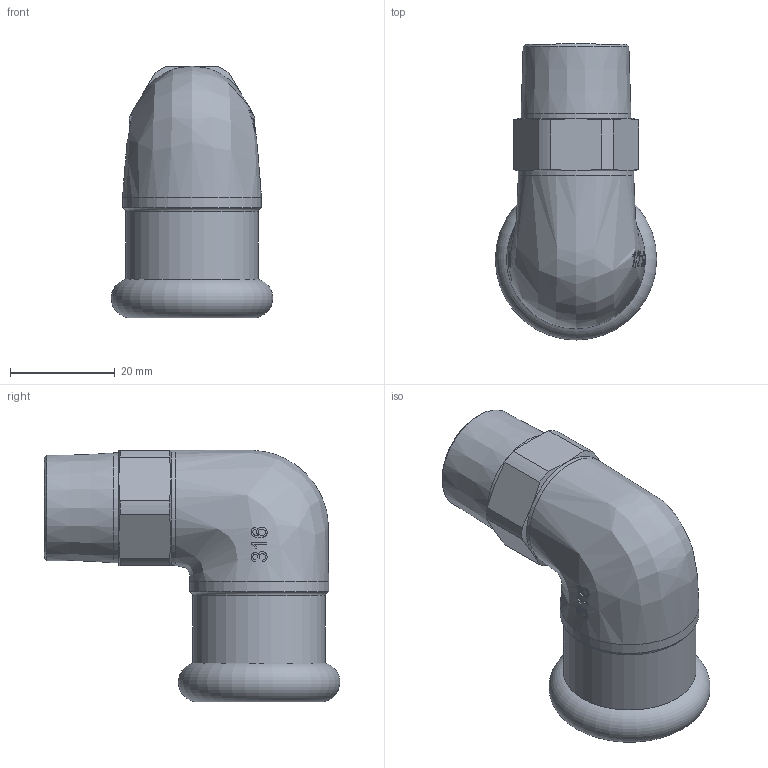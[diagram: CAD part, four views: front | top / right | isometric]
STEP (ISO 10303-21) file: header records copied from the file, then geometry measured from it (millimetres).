
FILE_DESCRIPTION(/* description */ ('Gomito 90° filettato maschio 1/2"x22 (Microfuso) / Elbow adapter 90° with male thread 1/2"x22 (casting)'),/* implementation_level */ '2;1');
FILE_NAME(/* name */ '197102022_Inoxpres.stp',/* time_stamp */ '2022-10-12T16:35:36+02:00',/* author */ ('Vault'),/* organization */ ('Raccorderie metalliche s.p.a. '),/* preprocessor_version */ 'ST-DEVELOPER v18.1',/* originating_system */ 'Autodesk Inventor 2020',/* authorisation */ 'Raccorderie metalliche s.p.a. ');
FILE_SCHEMA (('AUTOMOTIVE_DESIGN { 1 0 10303 214 3 1 1 }'));
Length unit declared in the file: millimetre
Products named in the file (1): 197102022_Inoxpres
Bounding box: 30.79 x 56.39 x 48 mm (x, y, z)
Volume: 13989.4 mm3; surface area: 10729.2 mm2
Topology: 1 solids, 1 shells, 175 faces, 478 edges, 318 vertices
Faces by surface type: bspline 76, plane 64, cylinder 15, cone 14, torus 6
Full cylindrical faces by diameter (mm): 16 x1, 19.6 x1, 20.955 x1, 22 x1, 22.3 x1, 22.9 x2, 25.3 x1, 26.5 x1
Entity records: 8451 total; most frequent: CARTESIAN_POINT 4656, ORIENTED_EDGE 956, DIRECTION 496, EDGE_CURVE 478, VERTEX_POINT 318, B_SPLINE_CURVE_WITH_KNOTS 236, EDGE_LOOP 190, AXIS2_PLACEMENT_3D 178
